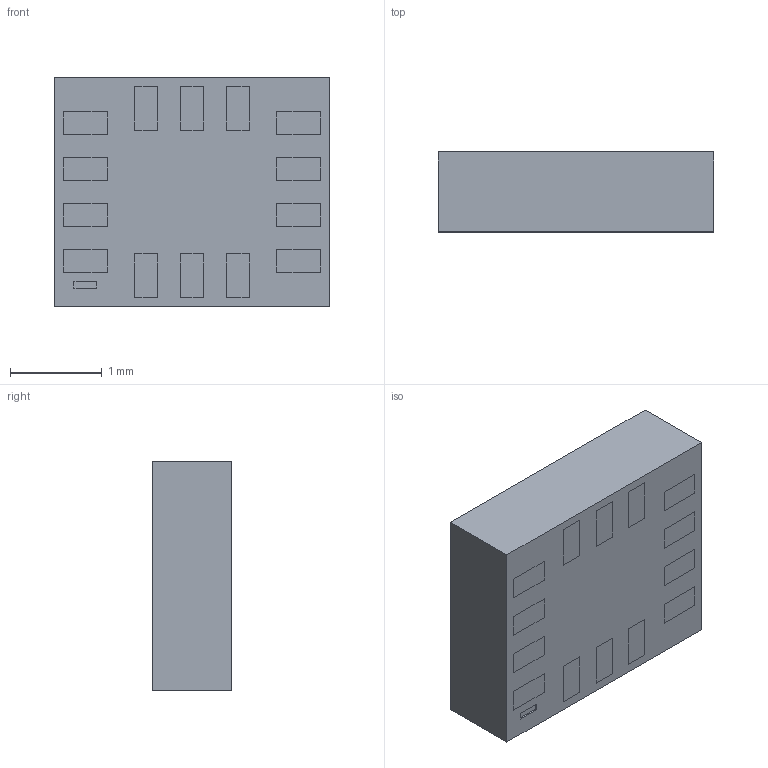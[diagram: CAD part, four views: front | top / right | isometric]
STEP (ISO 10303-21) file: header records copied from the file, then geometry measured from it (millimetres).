
FILE_DESCRIPTION (( 'STEP AP214' ), '1' );
FILE_NAME ('BMI270.STEP', '2020-05-09T21:30:42', ( '' ), ( '' ), 'SwSTEP 2.0', 'SolidWorks 2017', '' );
FILE_SCHEMA (( 'AUTOMOTIVE_DESIGN' ));
Length unit declared in the file: millimetre
Products named in the file (1): BMI270
Bounding box: 3 x 0.87 x 2.5 mm (x, y, z)
Volume: 6.5 mm3; surface area: 34.6 mm2
Topology: 17 solids, 17 shells, 178 faces, 384 edges, 256 vertices
Faces by surface type: plane 174, cylinder 4
Entity records: 4914 total; most frequent: CARTESIAN_POINT 819, ORIENTED_EDGE 768, DIRECTION 750, EDGE_CURVE 384, LINE 376, VECTOR 376, VERTEX_POINT 256, EDGE_LOOP 194
